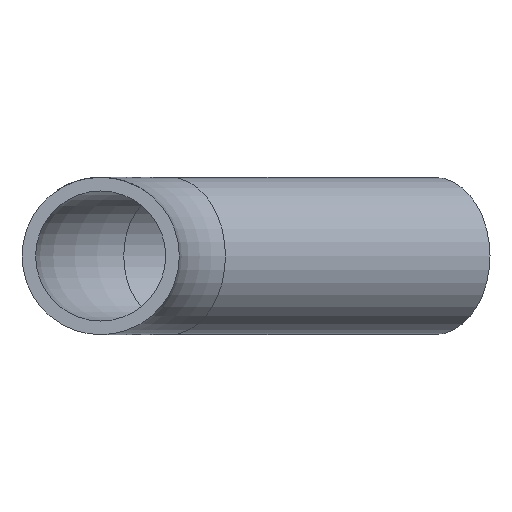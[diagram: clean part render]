
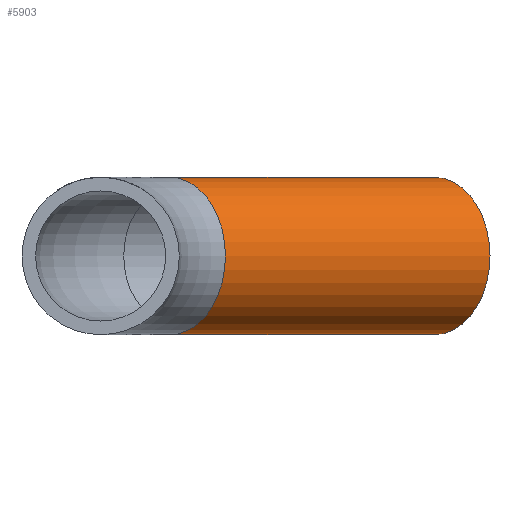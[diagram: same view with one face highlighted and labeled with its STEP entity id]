
A CAD part, front view. The second image highlights one B-rep face of the part: STEP entity #5903.
In plain terms, the highlighted cylindrical face has radius 9.525 mm (diameter 19.05 mm), a full revolution.
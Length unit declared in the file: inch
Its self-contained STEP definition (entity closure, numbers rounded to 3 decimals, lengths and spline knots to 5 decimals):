
#76=FACE_BOUND('',#1055,.T.);
#694=FACE_OUTER_BOUND('',#1054,.T.);
#1054=EDGE_LOOP('',(#5515));
#1055=EDGE_LOOP('',(#5516));
#1190=CIRCLE('',#6229,0.375);
#1191=CIRCLE('',#6230,0.375);
#2896=VERTEX_POINT('',#13077);
#2897=VERTEX_POINT('',#13079);
#3771=EDGE_CURVE('',#2896,#2896,#1190,.T.);
#3772=EDGE_CURVE('',#2897,#2897,#1191,.T.);
#5515=ORIENTED_EDGE('',*,*,#3771,.F.);
#5516=ORIENTED_EDGE('',*,*,#3772,.T.);
#5556=CYLINDRICAL_SURFACE('',#6228,0.375);
#5903=ADVANCED_FACE('',(#694,#76),#5556,.T.);
#6228=AXIS2_PLACEMENT_3D('',#13076,#7273,#7274);
#6229=AXIS2_PLACEMENT_3D('',#13078,#7275,#7276);
#6230=AXIS2_PLACEMENT_3D('',#13080,#7277,#7278);
#7273=DIRECTION('center_axis',(0.707,0.707,0.));
#7274=DIRECTION('ref_axis',(0.707,-0.707,0.));
#7275=DIRECTION('center_axis',(0.707,0.707,0.));
#7276=DIRECTION('ref_axis',(0.707,-0.707,0.));
#7277=DIRECTION('center_axis',(0.707,0.707,0.));
#7278=DIRECTION('ref_axis',(0.707,-0.707,0.));
#13076=CARTESIAN_POINT('Origin',(0.3295,0.7955,0.));
#13077=CARTESIAN_POINT('',(1.3258,2.32212,0.));
#13078=CARTESIAN_POINT('Origin',(1.59097,2.05696,0.));
#13079=CARTESIAN_POINT('',(0.3295,0.7955,0.375));
#13080=CARTESIAN_POINT('Origin',(0.3295,0.7955,0.));
